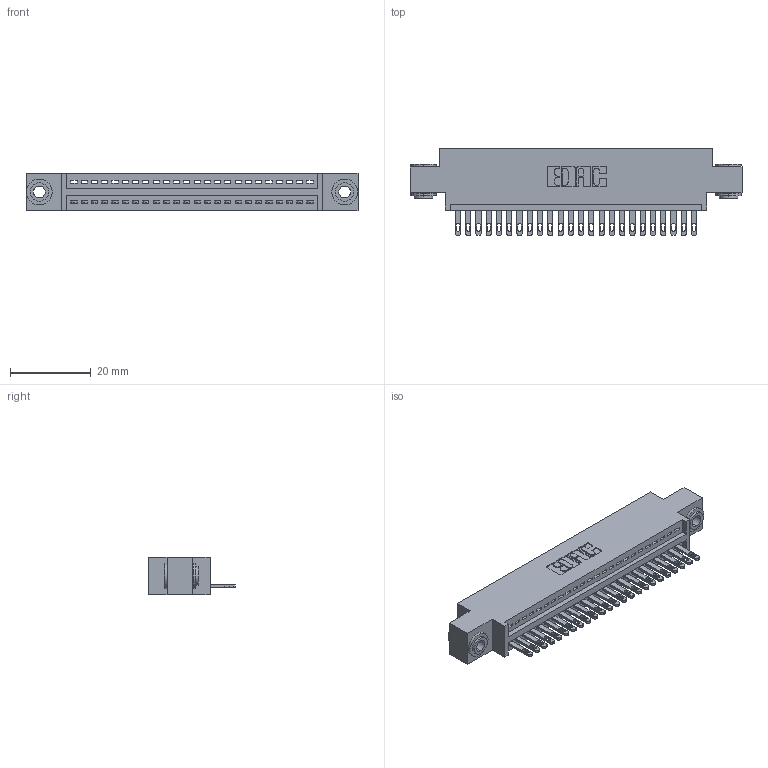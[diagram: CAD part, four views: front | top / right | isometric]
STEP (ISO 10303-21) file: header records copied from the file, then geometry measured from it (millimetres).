
FILE_DESCRIPTION (( 'STEP AP203' ), '1' );
FILE_NAME ('345-024-500-603.STEP', '2019-10-05T03:33:37', ( '' ), ( '' ), 'SwSTEP 2.0', 'SolidWorks 2016', '' );
FILE_SCHEMA (( 'CONFIG_CONTROL_DESIGN' ));
Length unit declared in the file: inch
Products named in the file (4): 345-024-500-603; 345-250-002_345-250-002-102; 345-292-001_345-293-100; 345 Part_0.170 Offset - 0.156 Dia-TH
Assembly tree (27 placements, depth 2):
  345-024-500-603
    345 Part_0.170 Offset - 0.156 Dia-TH
    345-292-001_345-293-100  x24
    345-250-002_345-250-002-102  x2
Bounding box: 82.17 x 21.51 x 9.4 mm (x, y, z)
Volume: 7577.9 mm3; surface area: 10220.6 mm2
Topology: 27 solids, 27 shells, 1464 faces, 4461 edges, 2970 vertices
Faces by surface type: plane 910, cylinder 546, cone 8
Entity records: 21198 total; most frequent: CARTESIAN_POINT 3651, ORIENTED_EDGE 3602, DIRECTION 3247, EDGE_CURVE 1801, VECTOR 1545, LINE 1545, VERTEX_POINT 1198, AXIS2_PLACEMENT_3D 851
